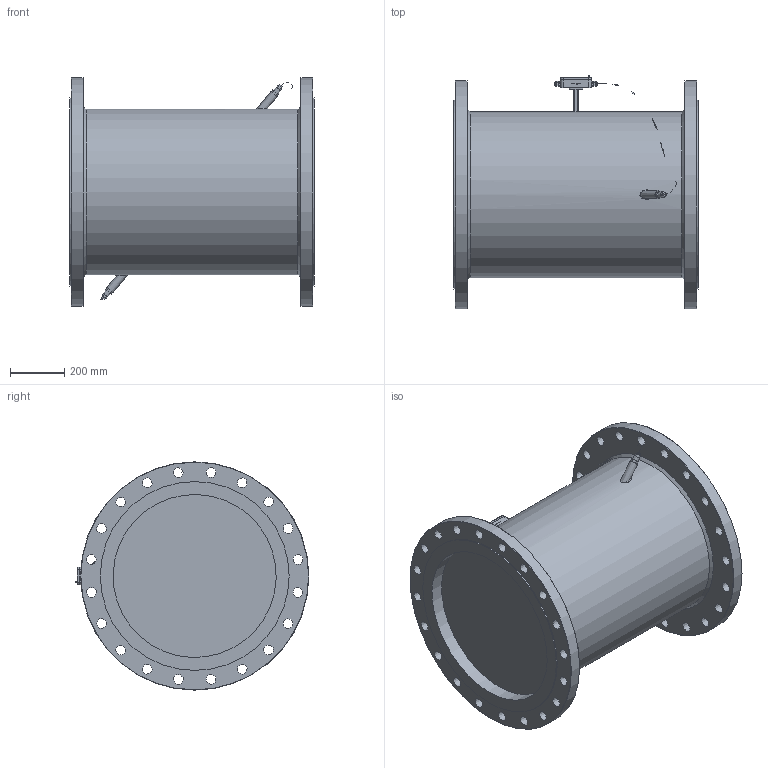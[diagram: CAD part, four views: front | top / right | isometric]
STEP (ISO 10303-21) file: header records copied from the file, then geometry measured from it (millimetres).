
FILE_DESCRIPTION(/* description */ (''),/* implementation_level */ '2;1');
FILE_NAME(/* name */ 'DN600.stp',/* time_stamp */ '2015-07-29T10:49:58+03:00',/* author */ ('ZavodPSI'),/* organization */ (''),/* preprocessor_version */ 'ST-DEVELOPER v15.6',/* originating_system */ 'Autodesk Inventor 2015',/* authorisation */ '');
FILE_SCHEMA (('AUTOMOTIVE_DESIGN { 1 0 10303 214 3 1 1 }'));
Length unit declared in the file: millimetre
Products named in the file (1): DN600
Bounding box: 900 x 860 x 840 mm (x, y, z)
Volume: 257920188.6 mm3; surface area: 3918024.4 mm2
Topology: 20 solids, 20 shells, 637 faces, 1689 edges, 1115 vertices
Faces by surface type: plane 416, cylinder 179, bspline 26, torus 12, cone 4
Full cylindrical faces by diameter (mm): 2 x1, 4 x3, 6 x2, 12 x2, 14 x2, 21 x2, 23 x2, 30 x2, 36 x40, 600 x2, 610 x1, 695 x2, 840 x2
Entity records: 24160 total; most frequent: CARTESIAN_POINT 7605, ORIENTED_EDGE 3230, DIRECTION 3160, EDGE_CURVE 1615, LINE 1176, VECTOR 1176, VERTEX_POINT 1113, AXIS2_PLACEMENT_3D 992
